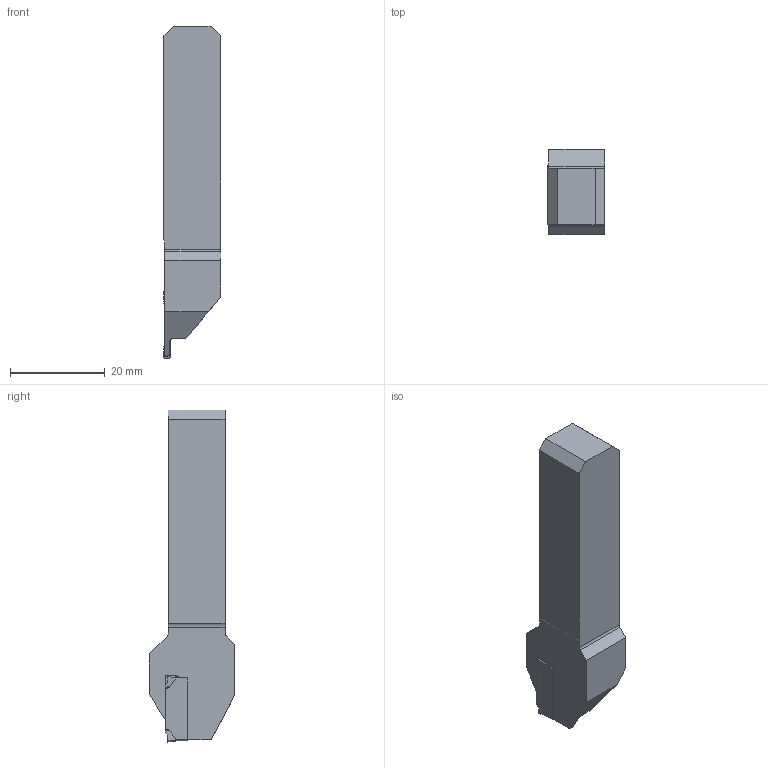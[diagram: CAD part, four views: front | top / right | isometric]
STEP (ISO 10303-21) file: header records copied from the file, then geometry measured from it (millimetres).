
FILE_DESCRIPTION(/* description */ (''),/* implementation_level */ '2;1');
FILE_NAME(/* name */ 'TOOLASSEMBLY_1.STP',/* time_stamp */ '2023-06-07T09:59:10+02:00',/* author */ (''),/* organization */ ('SMS'),/* preprocessor_version */ 'ST-DEVELOPER v16.7',/* originating_system */ 'SIEMENS PLM Software NX 12.0',/* authorisation */ '');
FILE_SCHEMA (('AUTOMOTIVE_DESIGN { 1 0 10303 214 3 1 1 1 }'));
Length unit declared in the file: millimetre
Products named in the file (4): ASSEMBLY_CONSTRUCTION; CUT_20230607095717; NOCUT_20230607095643; TOOLASSEMBLY_1
Assembly tree (3 placements, depth 2):
  TOOLASSEMBLY_1
    NOCUT_20230607095643
    CUT_20230607095717
    ASSEMBLY_CONSTRUCTION
Bounding box: 12.03 x 17.93 x 70 mm (x, y, z)
Volume: 9261.8 mm3; surface area: 3654 mm2
Topology: 2 solids, 2 shells, 75 faces, 209 edges, 142 vertices
Faces by surface type: plane 46, extrusion 16, cylinder 12, torus 1
Entity records: 3092 total; most frequent: CARTESIAN_POINT 1066, ORIENTED_EDGE 416, DIRECTION 343, EDGE_CURVE 208, VECTOR 165, LINE 149, VERTEX_POINT 137, AXIS2_PLACEMENT_3D 89
